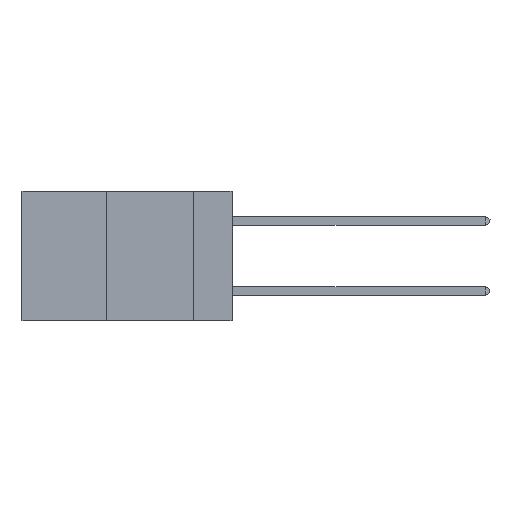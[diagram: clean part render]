
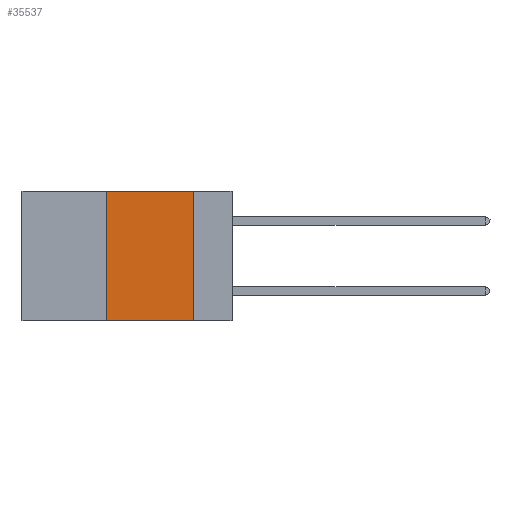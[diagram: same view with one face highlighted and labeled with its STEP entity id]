
A CAD part, left-side view. The second image highlights one B-rep face of the part: STEP entity #35537.
In plain terms, the highlighted planar face has unit normal (-1, 0, 0).
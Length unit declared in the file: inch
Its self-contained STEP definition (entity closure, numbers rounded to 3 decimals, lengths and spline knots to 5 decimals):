
#171 = EDGE_LOOP ( 'NONE', ( #28338, #28419, #34892, #31181 ) ) ;
#948 = DIRECTION ( 'NONE',  ( 1., 0., 0. ) ) ;
#1317 = CARTESIAN_POINT ( 'NONE',  ( 0., 0.6, 0. ) ) ;
#7398 = VERTEX_POINT ( 'NONE', #37734 ) ;
#11966 = EDGE_CURVE ( 'NONE', #29265, #41410, #25576, .T. ) ;
#12706 = DIRECTION ( 'NONE',  ( 0., 0., -1. ) ) ;
#15478 = VECTOR ( 'NONE', #23347, 39.37008 ) ;
#16157 = VERTEX_POINT ( 'NONE', #26610 ) ;
#17252 = CARTESIAN_POINT ( 'NONE',  ( 0., 0.6, 0. ) ) ;
#17496 = EDGE_CURVE ( 'NONE', #41410, #16157, #25634, .T. ) ;
#18005 = AXIS2_PLACEMENT_3D ( 'NONE', #17252, #948, #18009 ) ;
#18009 = DIRECTION ( 'NONE',  ( 0., 0., -1. ) ) ;
#20126 = CARTESIAN_POINT ( 'NONE',  ( 0., 0.36, 0. ) ) ;
#20865 = VECTOR ( 'NONE', #43780, 39.37008 ) ;
#23347 = DIRECTION ( 'NONE',  ( 0., 0., 1. ) ) ;
#24048 = FACE_OUTER_BOUND ( 'NONE', #171, .T. ) ;
#25576 = LINE ( 'NONE', #1317, #39774 ) ;
#25607 = CARTESIAN_POINT ( 'NONE',  ( 0., 0.11, 0. ) ) ;
#25634 = LINE ( 'NONE', #33213, #28944 ) ;
#26610 = CARTESIAN_POINT ( 'NONE',  ( 0., 0.11, -0.37 ) ) ;
#28338 = ORIENTED_EDGE ( 'NONE', *, *, #17496, .F. ) ;
#28419 = ORIENTED_EDGE ( 'NONE', *, *, #11966, .F. ) ;
#28944 = VECTOR ( 'NONE', #12706, 39.37008 ) ;
#29033 = EDGE_CURVE ( 'NONE', #7398, #29265, #35197, .T. ) ;
#29265 = VERTEX_POINT ( 'NONE', #31913 ) ;
#30746 = LINE ( 'NONE', #32858, #20865 ) ;
#31181 = ORIENTED_EDGE ( 'NONE', *, *, #44520, .T. ) ;
#31913 = CARTESIAN_POINT ( 'NONE',  ( 0., 0.36, 0. ) ) ;
#32366 = DIRECTION ( 'NONE',  ( 0., -1., 0. ) ) ;
#32858 = CARTESIAN_POINT ( 'NONE',  ( 0., 0.6, -0.37 ) ) ;
#33213 = CARTESIAN_POINT ( 'NONE',  ( 0., 0.11, 0. ) ) ;
#34892 = ORIENTED_EDGE ( 'NONE', *, *, #29033, .F. ) ;
#35197 = LINE ( 'NONE', #20126, #15478 ) ;
#35537 = ADVANCED_FACE ( 'NONE', ( #24048 ), #42456, .F. ) ;
#37734 = CARTESIAN_POINT ( 'NONE',  ( 0., 0.36, -0.37 ) ) ;
#39774 = VECTOR ( 'NONE', #32366, 39.37008 ) ;
#41410 = VERTEX_POINT ( 'NONE', #25607 ) ;
#42456 = PLANE ( 'NONE',  #18005 ) ;
#43780 = DIRECTION ( 'NONE',  ( 0., -1., 0. ) ) ;
#44520 = EDGE_CURVE ( 'NONE', #7398, #16157, #30746, .T. ) ;
